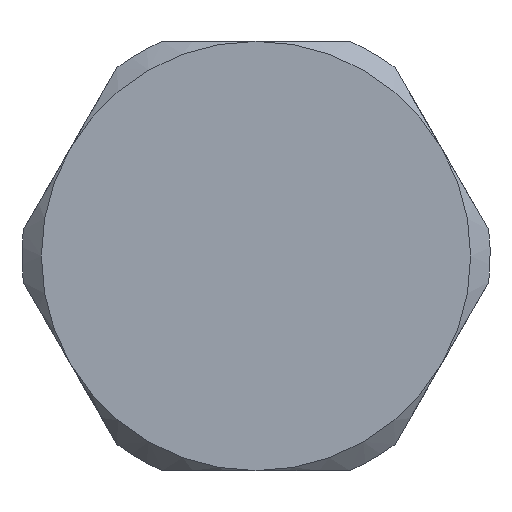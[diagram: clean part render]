
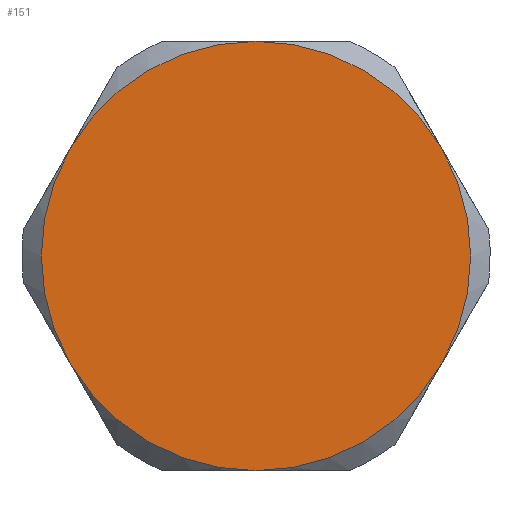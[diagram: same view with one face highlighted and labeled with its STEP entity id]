
A CAD part, front view. The second image highlights one B-rep face of the part: STEP entity #151.
In plain terms, the highlighted planar face has unit normal (0, -1, 0).
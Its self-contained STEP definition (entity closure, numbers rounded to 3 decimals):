
#9 = FACE_OUTER_BOUND ( 'NONE', #575, .T. ) ;
#11 = DIRECTION ( 'NONE',  ( 0., 1., 0. ) ) ;
#22 = DIRECTION ( 'NONE',  ( 0., 0., 1. ) ) ;
#80 = VERTEX_POINT ( 'NONE', #262 ) ;
#84 = VERTEX_POINT ( 'NONE', #735 ) ;
#99 = CARTESIAN_POINT ( 'NONE',  ( 0., -40., 0. ) ) ;
#139 = CARTESIAN_POINT ( 'NONE',  ( 0., -40., 0. ) ) ;
#150 = AXIS2_PLACEMENT_3D ( 'NONE', #573, #689, #22 ) ;
#151 = ADVANCED_FACE ( 'NONE', ( #9 ), #676, .F. ) ;
#185 = AXIS2_PLACEMENT_3D ( 'NONE', #847, #221, #551 ) ;
#191 = CARTESIAN_POINT ( 'NONE',  ( 0., -40., 0. ) ) ;
#221 = DIRECTION ( 'NONE',  ( 0., 1., 0. ) ) ;
#227 = EDGE_CURVE ( 'NONE', #430, #84, #759, .T. ) ;
#254 = EDGE_CURVE ( 'NONE', #80, #799, #510, .T. ) ;
#262 = CARTESIAN_POINT ( 'NONE',  ( -4.763, -40., -2.75 ) ) ;
#294 = ORIENTED_EDGE ( 'NONE', *, *, #547, .F. ) ;
#311 = CIRCLE ( 'NONE', #743, 5.5 ) ;
#314 = CARTESIAN_POINT ( 'NONE',  ( 0., -40., 5.5 ) ) ;
#334 = AXIS2_PLACEMENT_3D ( 'NONE', #191, #744, #457 ) ;
#356 = CARTESIAN_POINT ( 'NONE',  ( 0., -40., 0. ) ) ;
#360 = EDGE_CURVE ( 'NONE', #799, #497, #311, .T. ) ;
#405 = AXIS2_PLACEMENT_3D ( 'NONE', #139, #11, #420 ) ;
#420 = DIRECTION ( 'NONE',  ( 0., 0., 1. ) ) ;
#430 = VERTEX_POINT ( 'NONE', #586 ) ;
#457 = DIRECTION ( 'NONE',  ( 0., 0., 1. ) ) ;
#497 = VERTEX_POINT ( 'NONE', #314 ) ;
#510 = CIRCLE ( 'NONE', #185, 5.5 ) ;
#547 = EDGE_CURVE ( 'NONE', #497, #860, #682, .T. ) ;
#549 = DIRECTION ( 'NONE',  ( 0., 1., 0. ) ) ;
#551 = DIRECTION ( 'NONE',  ( 0., 0., 1. ) ) ;
#562 = DIRECTION ( 'NONE',  ( 0., 0., 1. ) ) ;
#573 = CARTESIAN_POINT ( 'NONE',  ( 0., -40., 0. ) ) ;
#575 = EDGE_LOOP ( 'NONE', ( #294, #850, #775, #597, #741, #708 ) ) ;
#586 = CARTESIAN_POINT ( 'NONE',  ( 4.763, -40., -2.75 ) ) ;
#593 = AXIS2_PLACEMENT_3D ( 'NONE', #356, #549, #858 ) ;
#597 = ORIENTED_EDGE ( 'NONE', *, *, #785, .F. ) ;
#671 = CIRCLE ( 'NONE', #150, 5.5 ) ;
#676 = PLANE ( 'NONE',  #405 ) ;
#682 = CIRCLE ( 'NONE', #334, 5.5 ) ;
#688 = CARTESIAN_POINT ( 'NONE',  ( -4.763, -40., 2.75 ) ) ;
#689 = DIRECTION ( 'NONE',  ( 0., 1., 0. ) ) ;
#695 = CIRCLE ( 'NONE', #889, 5.5 ) ;
#708 = ORIENTED_EDGE ( 'NONE', *, *, #821, .F. ) ;
#714 = CARTESIAN_POINT ( 'NONE',  ( 0., -40., 0. ) ) ;
#735 = CARTESIAN_POINT ( 'NONE',  ( 0., -40., -5.5 ) ) ;
#741 = ORIENTED_EDGE ( 'NONE', *, *, #227, .F. ) ;
#743 = AXIS2_PLACEMENT_3D ( 'NONE', #99, #794, #562 ) ;
#744 = DIRECTION ( 'NONE',  ( 0., 1., 0. ) ) ;
#759 = CIRCLE ( 'NONE', #593, 5.5 ) ;
#775 = ORIENTED_EDGE ( 'NONE', *, *, #254, .F. ) ;
#785 = EDGE_CURVE ( 'NONE', #84, #80, #695, .T. ) ;
#794 = DIRECTION ( 'NONE',  ( 0., 1., 0. ) ) ;
#799 = VERTEX_POINT ( 'NONE', #688 ) ;
#801 = DIRECTION ( 'NONE',  ( 0., 0., 1. ) ) ;
#821 = EDGE_CURVE ( 'NONE', #860, #430, #671, .T. ) ;
#847 = CARTESIAN_POINT ( 'NONE',  ( 0., -40., 0. ) ) ;
#850 = ORIENTED_EDGE ( 'NONE', *, *, #360, .F. ) ;
#858 = DIRECTION ( 'NONE',  ( 0., 0., 1. ) ) ;
#860 = VERTEX_POINT ( 'NONE', #871 ) ;
#868 = DIRECTION ( 'NONE',  ( 0., 1., 0. ) ) ;
#871 = CARTESIAN_POINT ( 'NONE',  ( 4.763, -40., 2.75 ) ) ;
#889 = AXIS2_PLACEMENT_3D ( 'NONE', #714, #868, #801 ) ;
